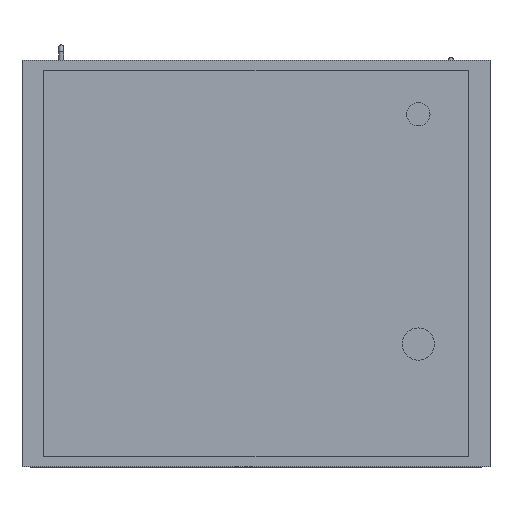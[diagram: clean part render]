
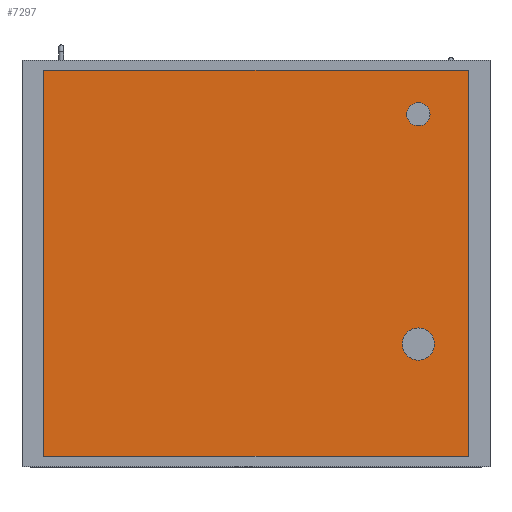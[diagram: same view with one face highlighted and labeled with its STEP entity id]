
A CAD part, front view. The second image highlights one B-rep face of the part: STEP entity #7297.
In plain terms, the highlighted planar face has unit normal (0, -1, 0).
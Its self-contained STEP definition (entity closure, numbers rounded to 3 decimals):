
#110=FACE_BOUND('',#948,.T.);
#111=FACE_BOUND('',#949,.T.);
#131=PLANE('',#7813);
#503=FACE_OUTER_BOUND('',#947,.T.);
#947=EDGE_LOOP('',(#5160,#5161,#5162,#5163));
#948=EDGE_LOOP('',(#5164,#5165));
#949=EDGE_LOOP('',(#5166,#5167));
#1399=LINE('',#10562,#2290);
#1403=LINE('',#10570,#2294);
#1406=LINE('',#10576,#2297);
#1409=LINE('',#10581,#2300);
#2290=VECTOR('',#8452,10.);
#2294=VECTOR('',#8458,10.);
#2297=VECTOR('',#8463,10.);
#2300=VECTOR('',#8468,10.);
#3169=CIRCLE('',#7794,20.);
#3170=CIRCLE('',#7795,20.);
#3173=CIRCLE('',#7800,27.5);
#3174=CIRCLE('',#7801,27.5);
#3335=VERTEX_POINT('',#10517);
#3336=VERTEX_POINT('',#10519);
#3339=VERTEX_POINT('',#10528);
#3340=VERTEX_POINT('',#10530);
#3349=VERTEX_POINT('',#10560);
#3350=VERTEX_POINT('',#10561);
#3353=VERTEX_POINT('',#10569);
#3355=VERTEX_POINT('',#10575);
#4046=EDGE_CURVE('',#3336,#3335,#3169,.T.);
#4047=EDGE_CURVE('',#3335,#3336,#3170,.T.);
#4051=EDGE_CURVE('',#3340,#3339,#3173,.T.);
#4052=EDGE_CURVE('',#3339,#3340,#3174,.T.);
#4065=EDGE_CURVE('',#3349,#3350,#1399,.T.);
#4069=EDGE_CURVE('',#3353,#3349,#1403,.T.);
#4072=EDGE_CURVE('',#3355,#3353,#1406,.T.);
#4075=EDGE_CURVE('',#3350,#3355,#1409,.T.);
#5160=ORIENTED_EDGE('',*,*,#4075,.F.);
#5161=ORIENTED_EDGE('',*,*,#4065,.F.);
#5162=ORIENTED_EDGE('',*,*,#4069,.F.);
#5163=ORIENTED_EDGE('',*,*,#4072,.F.);
#5164=ORIENTED_EDGE('',*,*,#4046,.T.);
#5165=ORIENTED_EDGE('',*,*,#4047,.T.);
#5166=ORIENTED_EDGE('',*,*,#4051,.T.);
#5167=ORIENTED_EDGE('',*,*,#4052,.T.);
#7297=ADVANCED_FACE('',(#503,#110,#111),#131,.F.);
#7794=AXIS2_PLACEMENT_3D('',#10520,#8409,#8410);
#7795=AXIS2_PLACEMENT_3D('',#10521,#8411,#8412);
#7800=AXIS2_PLACEMENT_3D('',#10531,#8422,#8423);
#7801=AXIS2_PLACEMENT_3D('',#10532,#8424,#8425);
#7813=AXIS2_PLACEMENT_3D('',#10584,#8472,#8473);
#8409=DIRECTION('center_axis',(0.,1.,0.));
#8410=DIRECTION('ref_axis',(1.,0.,0.));
#8411=DIRECTION('center_axis',(0.,1.,0.));
#8412=DIRECTION('ref_axis',(1.,0.,0.));
#8422=DIRECTION('center_axis',(0.,1.,0.));
#8423=DIRECTION('ref_axis',(1.,0.,0.));
#8424=DIRECTION('center_axis',(0.,1.,0.));
#8425=DIRECTION('ref_axis',(1.,0.,0.));
#8452=DIRECTION('',(0.,0.,1.));
#8458=DIRECTION('',(-1.,0.,0.));
#8463=DIRECTION('',(0.,0.,-1.));
#8468=DIRECTION('',(1.,0.,0.));
#8472=DIRECTION('center_axis',(0.,1.,0.));
#8473=DIRECTION('ref_axis',(0.,0.,1.));
#10517=CARTESIAN_POINT('',(257.5,0.,255.));
#10519=CARTESIAN_POINT('',(297.5,0.,255.));
#10520=CARTESIAN_POINT('Origin',(277.5,0.,255.));
#10521=CARTESIAN_POINT('Origin',(277.5,0.,255.));
#10528=CARTESIAN_POINT('',(250.,0.,-138.));
#10530=CARTESIAN_POINT('',(305.,0.,-138.));
#10531=CARTESIAN_POINT('Origin',(277.5,0.,-138.));
#10532=CARTESIAN_POINT('Origin',(277.5,0.,-138.));
#10560=CARTESIAN_POINT('',(-362.5,0.,-330.));
#10561=CARTESIAN_POINT('',(-362.5,0.,330.));
#10562=CARTESIAN_POINT('',(-362.5,0.,-330.));
#10569=CARTESIAN_POINT('',(362.5,0.,-330.));
#10570=CARTESIAN_POINT('',(362.5,0.,-330.));
#10575=CARTESIAN_POINT('',(362.5,0.,330.));
#10576=CARTESIAN_POINT('',(362.5,0.,330.));
#10581=CARTESIAN_POINT('',(-362.5,0.,330.));
#10584=CARTESIAN_POINT('Origin',(0.,0.,0.));
